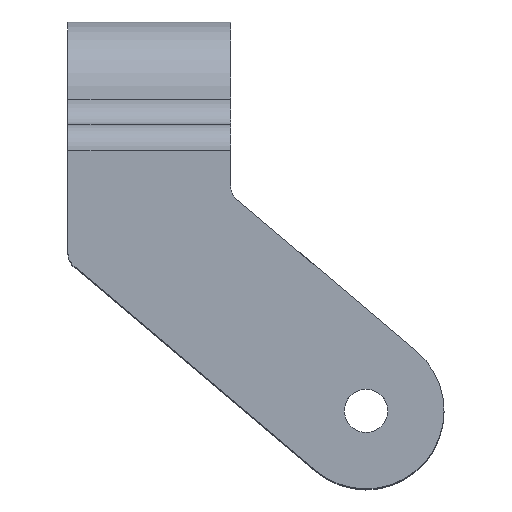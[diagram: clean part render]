
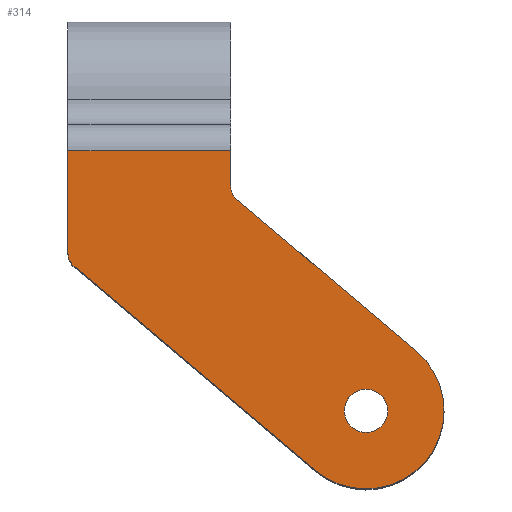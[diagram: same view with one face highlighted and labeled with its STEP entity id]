
A CAD part, top view. The second image highlights one B-rep face of the part: STEP entity #314.
In plain terms, the highlighted planar face has unit normal (0, 0, 1).
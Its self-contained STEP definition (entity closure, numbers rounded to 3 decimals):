
#12 = EDGE_CURVE ( 'NONE', #536, #900, #19, .T. ) ;
#18 = DIRECTION ( 'NONE',  ( 0., 1., 0. ) ) ;
#19 = CIRCLE ( 'NONE', #236, 9. ) ;
#37 = VERTEX_POINT ( 'NONE', #1284 ) ;
#66 = CARTESIAN_POINT ( 'NONE',  ( 0., -27.717, 72.5 ) ) ;
#88 = VERTEX_POINT ( 'NONE', #1278 ) ;
#92 = DIRECTION ( 'NONE',  ( 0., -1., 0. ) ) ;
#104 = AXIS2_PLACEMENT_3D ( 'NONE', #1565, #147, #1312 ) ;
#147 = DIRECTION ( 'NONE',  ( 0., 0., 1. ) ) ;
#149 = DIRECTION ( 'NONE',  ( -0.764, 0.646, 0. ) ) ;
#165 = CARTESIAN_POINT ( 'NONE',  ( 18.75, -19.072, 72.5 ) ) ;
#168 = CARTESIAN_POINT ( 'NONE',  ( 28.564, -51.872, 72.5 ) ) ;
#185 = ORIENTED_EDGE ( 'NONE', *, *, #606, .F. ) ;
#225 = PLANE ( 'NONE',  #724 ) ;
#236 = AXIS2_PLACEMENT_3D ( 'NONE', #247, #1563, #909 ) ;
#247 = CARTESIAN_POINT ( 'NONE',  ( 34.375, -45., 72.5 ) ) ;
#254 = CARTESIAN_POINT ( 'NONE',  ( 2., -26.789, 72.5 ) ) ;
#288 = CIRCLE ( 'NONE', #1670, 2. ) ;
#292 = LINE ( 'NONE', #1057, #919 ) ;
#305 = DIRECTION ( 'NONE',  ( 1., 0., 0. ) ) ;
#314 = ADVANCED_FACE ( 'NONE', ( #459, #335 ), #225, .T. ) ;
#335 = FACE_OUTER_BOUND ( 'NONE', #1506, .T. ) ;
#345 = VECTOR ( 'NONE', #1049, 1000. ) ;
#348 = EDGE_CURVE ( 'NONE', #869, #561, #1261, .T. ) ;
#389 = DIRECTION ( 'NONE',  ( 1., 0., 0. ) ) ;
#459 = FACE_BOUND ( 'NONE', #1181, .T. ) ;
#530 = EDGE_CURVE ( 'NONE', #922, #599, #926, .T. ) ;
#536 = VERTEX_POINT ( 'NONE', #168 ) ;
#553 = VECTOR ( 'NONE', #18, 1000. ) ;
#561 = VERTEX_POINT ( 'NONE', #1595 ) ;
#577 = ORIENTED_EDGE ( 'NONE', *, *, #348, .T. ) ;
#589 = ORIENTED_EDGE ( 'NONE', *, *, #1149, .T. ) ;
#599 = VERTEX_POINT ( 'NONE', #1211 ) ;
#606 = EDGE_CURVE ( 'NONE', #1399, #88, #948, .T. ) ;
#619 = CIRCLE ( 'NONE', #1617, 2. ) ;
#623 = DIRECTION ( 'NONE',  ( 0., 0., -1. ) ) ;
#666 = ORIENTED_EDGE ( 'NONE', *, *, #1569, .F. ) ;
#682 = CARTESIAN_POINT ( 'NONE',  ( 0., -15., 72.5 ) ) ;
#686 = DIRECTION ( 'NONE',  ( 0., 0., 1. ) ) ;
#699 = ORIENTED_EDGE ( 'NONE', *, *, #1512, .T. ) ;
#702 = VECTOR ( 'NONE', #1618, 1000. ) ;
#724 = AXIS2_PLACEMENT_3D ( 'NONE', #1000, #1255, #749 ) ;
#749 = DIRECTION ( 'NONE',  ( 1., 0., 0. ) ) ;
#782 = CIRCLE ( 'NONE', #104, 2.5 ) ;
#835 = ORIENTED_EDGE ( 'NONE', *, *, #12, .T. ) ;
#869 = VERTEX_POINT ( 'NONE', #1530 ) ;
#900 = VERTEX_POINT ( 'NONE', #1289 ) ;
#909 = DIRECTION ( 'NONE',  ( 1., 0., 0. ) ) ;
#919 = VECTOR ( 'NONE', #149, 1000. ) ;
#922 = VERTEX_POINT ( 'NONE', #165 ) ;
#925 = ORIENTED_EDGE ( 'NONE', *, *, #530, .T. ) ;
#926 = LINE ( 'NONE', #1342, #553 ) ;
#945 = VECTOR ( 'NONE', #92, 1000. ) ;
#948 = CIRCLE ( 'NONE', #1215, 2.5 ) ;
#969 = ORIENTED_EDGE ( 'NONE', *, *, #1410, .T. ) ;
#1000 = CARTESIAN_POINT ( 'NONE',  ( 34.375, -45., 72.5 ) ) ;
#1041 = CARTESIAN_POINT ( 'NONE',  ( 20.75, -19.072, 72.5 ) ) ;
#1049 = DIRECTION ( 'NONE',  ( -1., 0., 0. ) ) ;
#1057 = CARTESIAN_POINT ( 'NONE',  ( 40.186, -38.128, 72.5 ) ) ;
#1066 = EDGE_CURVE ( 'NONE', #37, #922, #619, .T. ) ;
#1116 = CARTESIAN_POINT ( 'NONE',  ( 0., 0., 72.5 ) ) ;
#1149 = EDGE_CURVE ( 'NONE', #599, #869, #1164, .T. ) ;
#1157 = EDGE_CURVE ( 'NONE', #900, #37, #292, .T. ) ;
#1164 = LINE ( 'NONE', #682, #345 ) ;
#1181 = EDGE_LOOP ( 'NONE', ( #666, #185 ) ) ;
#1202 = ORIENTED_EDGE ( 'NONE', *, *, #1066, .T. ) ;
#1211 = CARTESIAN_POINT ( 'NONE',  ( 18.75, -15., 72.5 ) ) ;
#1215 = AXIS2_PLACEMENT_3D ( 'NONE', #1327, #686, #305 ) ;
#1216 = CARTESIAN_POINT ( 'NONE',  ( 0.709, -28.317, 72.5 ) ) ;
#1234 = CARTESIAN_POINT ( 'NONE',  ( 31.875, -45., 72.5 ) ) ;
#1240 = LINE ( 'NONE', #66, #702 ) ;
#1255 = DIRECTION ( 'NONE',  ( 0., 0., 1. ) ) ;
#1261 = LINE ( 'NONE', #1116, #945 ) ;
#1278 = CARTESIAN_POINT ( 'NONE',  ( 36.875, -45., 72.5 ) ) ;
#1284 = CARTESIAN_POINT ( 'NONE',  ( 19.459, -20.599, 72.5 ) ) ;
#1289 = CARTESIAN_POINT ( 'NONE',  ( 40.186, -38.128, 72.5 ) ) ;
#1312 = DIRECTION ( 'NONE',  ( 1., 0., 0. ) ) ;
#1320 = DIRECTION ( 'NONE',  ( 0., 0., 1. ) ) ;
#1327 = CARTESIAN_POINT ( 'NONE',  ( 34.375, -45., 72.5 ) ) ;
#1341 = VERTEX_POINT ( 'NONE', #1216 ) ;
#1342 = CARTESIAN_POINT ( 'NONE',  ( 18.75, -20., 72.5 ) ) ;
#1386 = DIRECTION ( 'NONE',  ( 1., 0., 0. ) ) ;
#1399 = VERTEX_POINT ( 'NONE', #1234 ) ;
#1410 = EDGE_CURVE ( 'NONE', #1341, #536, #1240, .T. ) ;
#1506 = EDGE_LOOP ( 'NONE', ( #925, #589, #577, #699, #969, #835, #1596, #1202 ) ) ;
#1512 = EDGE_CURVE ( 'NONE', #561, #1341, #288, .T. ) ;
#1530 = CARTESIAN_POINT ( 'NONE',  ( 0., -15., 72.5 ) ) ;
#1563 = DIRECTION ( 'NONE',  ( 0., 0., 1. ) ) ;
#1565 = CARTESIAN_POINT ( 'NONE',  ( 34.375, -45., 72.5 ) ) ;
#1569 = EDGE_CURVE ( 'NONE', #88, #1399, #782, .T. ) ;
#1595 = CARTESIAN_POINT ( 'NONE',  ( 0., -26.789, 72.5 ) ) ;
#1596 = ORIENTED_EDGE ( 'NONE', *, *, #1157, .T. ) ;
#1617 = AXIS2_PLACEMENT_3D ( 'NONE', #1041, #623, #1386 ) ;
#1618 = DIRECTION ( 'NONE',  ( 0.764, -0.646, 0. ) ) ;
#1670 = AXIS2_PLACEMENT_3D ( 'NONE', #254, #1320, #389 ) ;
